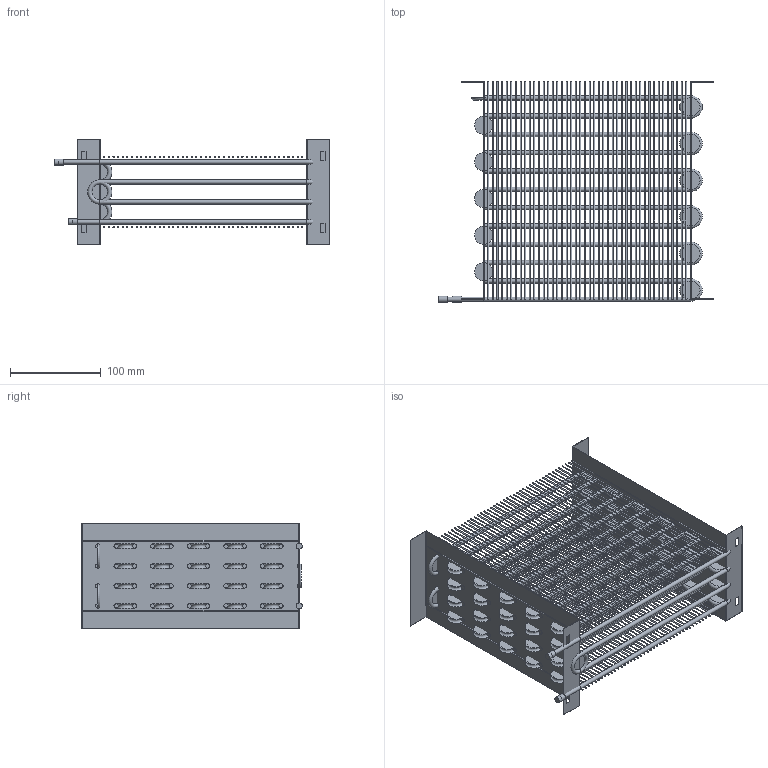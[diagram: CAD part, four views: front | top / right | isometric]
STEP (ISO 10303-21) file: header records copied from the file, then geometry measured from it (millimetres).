
FILE_DESCRIPTION(('FreeCAD Model'),'2;1');
FILE_NAME('Open CASCADE Shape Model','2025-12-03T11:13:54',('Author'),( ''),'Open CASCADE STEP processor 7.8','FreeCAD','Unknown');
FILE_SCHEMA(('AUTOMOTIVE_DESIGN { 1 0 10303 214 1 1 1 1 }'));
Length unit declared in the file: millimetre
Products named in the file (7): Condenser_RFCON_994_High_Precision_v2; Wire_Fins001; Condenser_Coil_Segmented001; Bracket_Right; Wire_Fins; Bracket_Left; Condenser_Coil_Segmented
Assembly tree (6 placements, depth 2):
  Condenser_RFCON_994_High_Precision_v2
    Wire_Fins001
    Condenser_Coil_Segmented001
    Bracket_Right
    Wire_Fins
    Bracket_Left
    Condenser_Coil_Segmented
Bounding box: 303.6 x 243.38 x 116 mm (x, y, z)
Volume: 632073.2 mm3; surface area: 743258.9 mm2
Topology: 384 solids, 384 shells, 1206 faces, 1282 edges, 844 vertices
Faces by surface type: plane 824, cylinder 288, torus 94
Full cylindrical faces by diameter (mm): 1.2 x184, 4.76 x100, 6.76 x4
Entity records: 25542 total; most frequent: DIRECTION 4566, CARTESIAN_POINT 3339, ORIENTED_EDGE 2564, AXIS2_PLACEMENT_3D 2071, EDGE_CURVE 1282, FACE_BOUND 1214, EDGE_LOOP 1214, ADVANCED_FACE 1206
